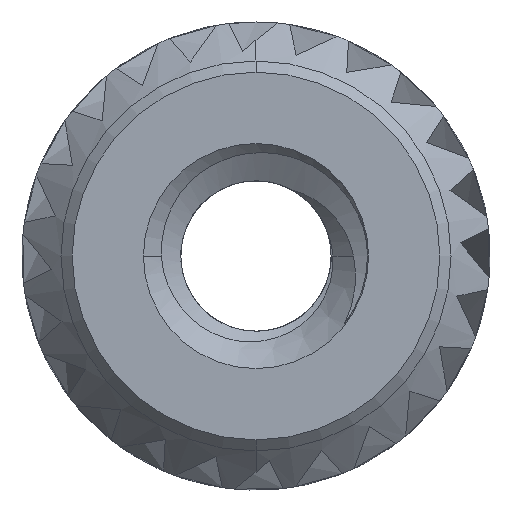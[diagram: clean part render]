
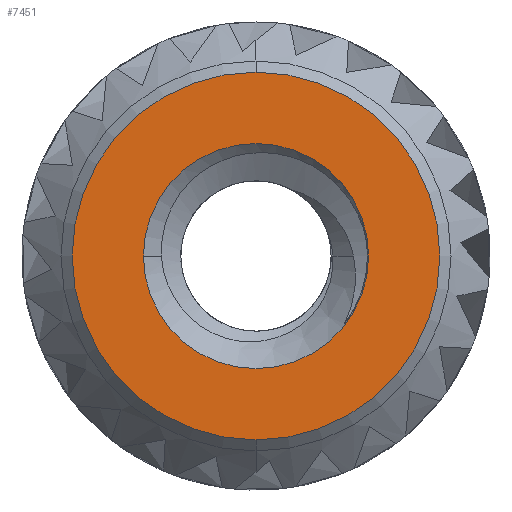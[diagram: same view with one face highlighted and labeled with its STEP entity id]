
A CAD part, front view. The second image highlights one B-rep face of the part: STEP entity #7451.
In plain terms, the highlighted planar face has unit normal (0, -1, 0).
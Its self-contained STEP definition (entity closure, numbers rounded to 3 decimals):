
#159 = DIRECTION ( 'NONE',  ( 0., -1., 0. ) ) ;
#178 = EDGE_CURVE ( 'NONE', #4453, #5576, #499, .T. ) ;
#190 = FACE_OUTER_BOUND ( 'NONE', #5267, .T. ) ;
#499 = CIRCLE ( 'NONE', #6902, 0.505 ) ;
#509 = EDGE_CURVE ( 'NONE', #7623, #2761, #3156, .T. ) ;
#682 = CARTESIAN_POINT ( 'NONE',  ( 0., -1.25, 0. ) ) ;
#854 = CARTESIAN_POINT ( 'NONE',  ( -0.505, -1.25, 0. ) ) ;
#921 = FACE_BOUND ( 'NONE', #1689, .T. ) ;
#1114 = DIRECTION ( 'NONE',  ( 0., 1., 0. ) ) ;
#1486 = DIRECTION ( 'NONE',  ( -1., 0., 0. ) ) ;
#1689 = EDGE_LOOP ( 'NONE', ( #4243, #9232 ) ) ;
#1899 = DIRECTION ( 'NONE',  ( -1., 0., 0. ) ) ;
#2012 = DIRECTION ( 'NONE',  ( 0., 0., 1. ) ) ;
#2045 = AXIS2_PLACEMENT_3D ( 'NONE', #7768, #159, #5530 ) ;
#2196 = AXIS2_PLACEMENT_3D ( 'NONE', #682, #6845, #1486 ) ;
#2605 = EDGE_CURVE ( 'NONE', #2761, #7623, #3615, .T. ) ;
#2717 = CARTESIAN_POINT ( 'NONE',  ( 0., -1.25, 0.825 ) ) ;
#2761 = VERTEX_POINT ( 'NONE', #2717 ) ;
#2846 = CARTESIAN_POINT ( 'NONE',  ( 0., -1.25, -0.825 ) ) ;
#3156 = CIRCLE ( 'NONE', #3759, 0.825 ) ;
#3468 = CIRCLE ( 'NONE', #2196, 0.505 ) ;
#3615 = CIRCLE ( 'NONE', #7020, 0.825 ) ;
#3759 = AXIS2_PLACEMENT_3D ( 'NONE', #9003, #9688, #5129 ) ;
#4243 = ORIENTED_EDGE ( 'NONE', *, *, #178, .T. ) ;
#4348 = CARTESIAN_POINT ( 'NONE',  ( 0.505, -1.25, 0. ) ) ;
#4453 = VERTEX_POINT ( 'NONE', #4348 ) ;
#4740 = PLANE ( 'NONE',  #2045 ) ;
#5087 = CARTESIAN_POINT ( 'NONE',  ( 0., -1.25, 0. ) ) ;
#5122 = DIRECTION ( 'NONE',  ( 0., 1., 0. ) ) ;
#5129 = DIRECTION ( 'NONE',  ( 0., 0., 1. ) ) ;
#5267 = EDGE_LOOP ( 'NONE', ( #9389, #8873 ) ) ;
#5480 = EDGE_CURVE ( 'NONE', #5576, #4453, #3468, .T. ) ;
#5530 = DIRECTION ( 'NONE',  ( 0., 0., -1. ) ) ;
#5576 = VERTEX_POINT ( 'NONE', #854 ) ;
#6537 = CARTESIAN_POINT ( 'NONE',  ( 0., -1.25, 0. ) ) ;
#6845 = DIRECTION ( 'NONE',  ( 0., 1., 0. ) ) ;
#6902 = AXIS2_PLACEMENT_3D ( 'NONE', #6537, #1114, #1899 ) ;
#7020 = AXIS2_PLACEMENT_3D ( 'NONE', #5087, #5122, #2012 ) ;
#7451 = ADVANCED_FACE ( 'NONE', ( #921, #190 ), #4740, .T. ) ;
#7623 = VERTEX_POINT ( 'NONE', #2846 ) ;
#7768 = CARTESIAN_POINT ( 'NONE',  ( -0.825, -1.25, 0. ) ) ;
#8873 = ORIENTED_EDGE ( 'NONE', *, *, #509, .F. ) ;
#9003 = CARTESIAN_POINT ( 'NONE',  ( 0., -1.25, 0. ) ) ;
#9232 = ORIENTED_EDGE ( 'NONE', *, *, #5480, .T. ) ;
#9389 = ORIENTED_EDGE ( 'NONE', *, *, #2605, .F. ) ;
#9688 = DIRECTION ( 'NONE',  ( 0., 1., 0. ) ) ;
